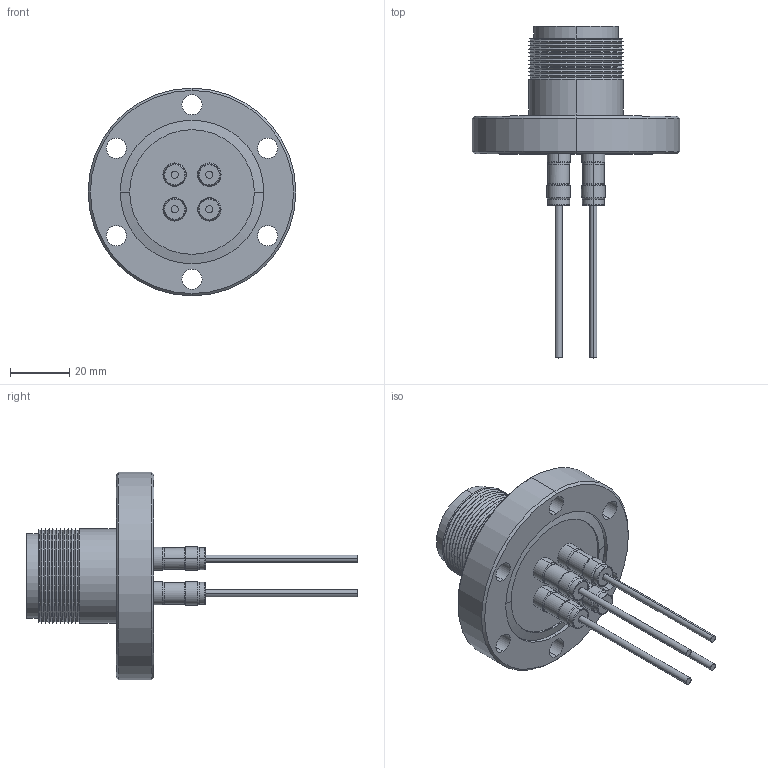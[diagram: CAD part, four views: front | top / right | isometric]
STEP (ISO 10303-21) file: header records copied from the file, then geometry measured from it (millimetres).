
FILE_DESCRIPTION (( 'STEP AP214' ), '1' );
FILE_NAME ('221-23CU700-4-C40.STEP', '2016-01-21T15:57:39', ( 'allectra' ), ( 'Microsoft' ), 'SwSTEP 2.0', 'SolidWorks 2014', '' );
FILE_SCHEMA (( 'AUTOMOTIVE_DESIGN' ));
Length unit declared in the file: millimetre
Products named in the file (2): 221-23CU700-4-C40
Bounding box: 69.85 x 111.68 x 69.85 mm (x, y, z)
Volume: 50021.8 mm3; surface area: 23732.6 mm2
Topology: 1 solids, 1 shells, 319 faces, 747 edges, 465 vertices
Faces by surface type: cylinder 145, cone 94, plane 48, bspline 32
Entity records: 9860 total; most frequent: CARTESIAN_POINT 2184, DIRECTION 1694, ORIENTED_EDGE 1494, EDGE_CURVE 747, AXIS2_PLACEMENT_3D 715, VERTEX_POINT 465, CIRCLE 426, EDGE_LOOP 366
